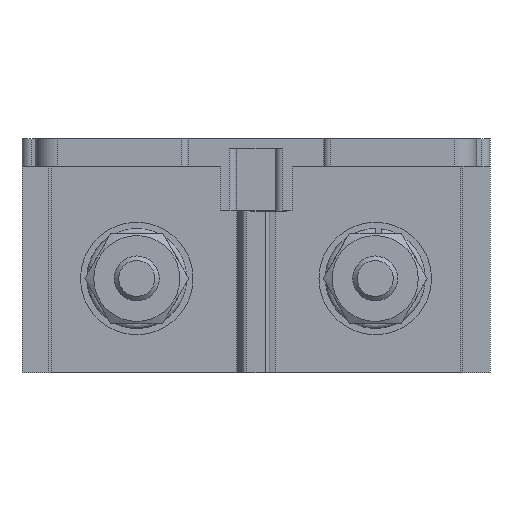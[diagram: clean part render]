
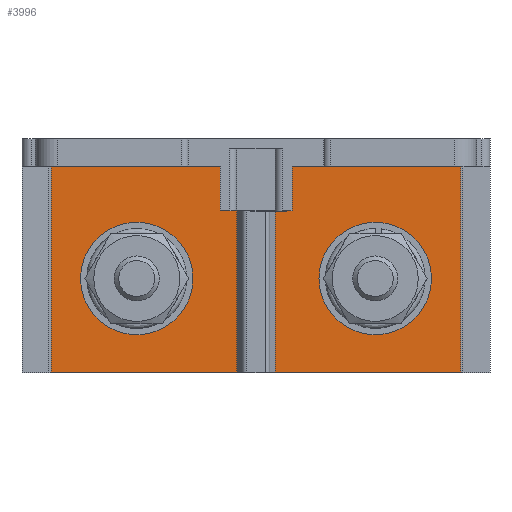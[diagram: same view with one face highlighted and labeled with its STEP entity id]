
A CAD part, front view. The second image highlights one B-rep face of the part: STEP entity #3996.
In plain terms, the highlighted planar face has unit normal (0, -1, 0).
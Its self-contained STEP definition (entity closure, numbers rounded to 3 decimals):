
#50=LINE('',#5580,#311);
#52=LINE('',#5584,#313);
#53=LINE('',#5586,#314);
#54=LINE('',#5588,#315);
#311=VECTOR('',#4450,1000.);
#313=VECTOR('',#4454,1000.);
#314=VECTOR('',#4455,1000.);
#315=VECTOR('',#4456,1000.);
#658=PLANE('',#4171);
#881=ORIENTED_EDGE('',*,*,#1666,.T.);
#882=ORIENTED_EDGE('',*,*,#1668,.T.);
#883=ORIENTED_EDGE('',*,*,#1669,.T.);
#884=ORIENTED_EDGE('',*,*,#1670,.T.);
#885=ORIENTED_EDGE('',*,*,#1671,.T.);
#886=ORIENTED_EDGE('',*,*,#1672,.T.);
#1666=EDGE_CURVE('',#2073,#2072,#50,.T.);
#1668=EDGE_CURVE('',#2072,#2074,#52,.T.);
#1669=EDGE_CURVE('',#2074,#2075,#53,.T.);
#1670=EDGE_CURVE('',#2075,#2073,#54,.T.);
#1671=EDGE_CURVE('',#2076,#2076,#2327,.T.);
#1672=EDGE_CURVE('',#2077,#2077,#2328,.T.);
#2072=VERTEX_POINT('',#5579);
#2073=VERTEX_POINT('',#5581);
#2074=VERTEX_POINT('',#5585);
#2075=VERTEX_POINT('',#5587);
#2076=VERTEX_POINT('',#5590);
#2077=VERTEX_POINT('',#5592);
#2327=CIRCLE('',#4172,4.774);
#2328=CIRCLE('',#4173,4.774);
#2428=EDGE_LOOP('',(#881,#882,#883,#884));
#2429=EDGE_LOOP('',(#885));
#2430=EDGE_LOOP('',(#886));
#2622=FACE_BOUND('',#2428,.T.);
#2623=FACE_BOUND('',#2429,.T.);
#2624=FACE_BOUND('',#2430,.T.);
#3996=ADVANCED_FACE('',(#2622,#2623,#2624),#658,.T.);
#4171=AXIS2_PLACEMENT_3D('',#5583,#4452,#4453);
#4172=AXIS2_PLACEMENT_3D('',#5589,#4457,#4458);
#4173=AXIS2_PLACEMENT_3D('',#5591,#4459,#4460);
#4450=DIRECTION('',(0.,0.,1.));
#4452=DIRECTION('',(0.,-1.,0.));
#4453=DIRECTION('',(1.,0.,0.));
#4454=DIRECTION('',(-1.,0.,0.));
#4455=DIRECTION('',(0.,0.,-1.));
#4456=DIRECTION('',(1.,0.,0.));
#4457=DIRECTION('',(0.,1.,0.));
#4458=DIRECTION('',(-0.866,0.,0.5));
#4459=DIRECTION('',(0.,1.,0.));
#4460=DIRECTION('',(-0.866,0.,0.5));
#5579=CARTESIAN_POINT('',(22.75,-5.4,-3.));
#5580=CARTESIAN_POINT('',(22.75,-5.4,-25.));
#5581=CARTESIAN_POINT('',(22.75,-5.4,-26.));
#5583=CARTESIAN_POINT('',(0.,-5.4,-15.5));
#5584=CARTESIAN_POINT('',(-46.312,-5.4,-3.));
#5585=CARTESIAN_POINT('',(-22.75,-5.4,-3.));
#5586=CARTESIAN_POINT('',(-22.75,-5.4,-6.));
#5587=CARTESIAN_POINT('',(-22.75,-5.4,-26.));
#5588=CARTESIAN_POINT('',(-22.75,-5.4,-26.));
#5589=CARTESIAN_POINT('',(13.25,-5.4,-15.5));
#5590=CARTESIAN_POINT('',(9.116,-5.4,-13.113));
#5591=CARTESIAN_POINT('',(-13.25,-5.4,-15.5));
#5592=CARTESIAN_POINT('',(-17.384,-5.4,-13.113));
